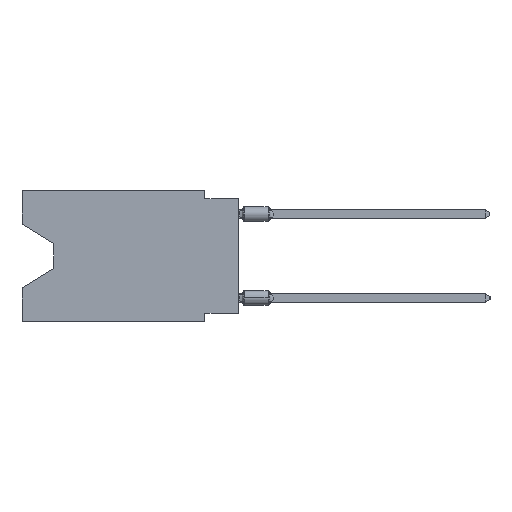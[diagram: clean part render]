
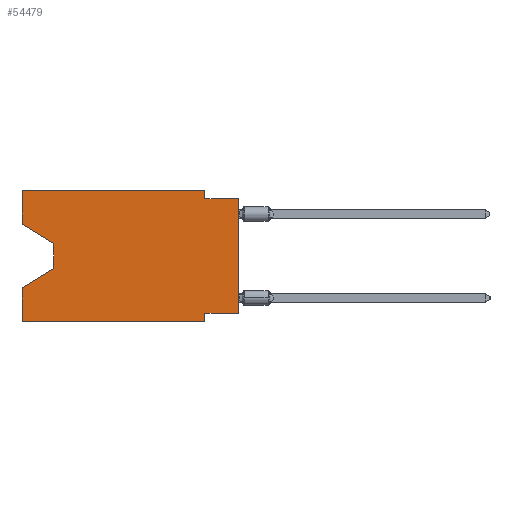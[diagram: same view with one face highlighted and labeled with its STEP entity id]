
A CAD part, left-side view. The second image highlights one B-rep face of the part: STEP entity #54479.
In plain terms, the highlighted planar face has unit normal (-1, 0, 0).
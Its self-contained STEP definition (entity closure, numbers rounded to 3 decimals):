
#487 = VERTEX_POINT ( 'NONE', #17043 ) ;
#1209 = VECTOR ( 'NONE', #31392, 1000. ) ;
#1658 = CARTESIAN_POINT ( 'NONE',  ( 0., 16.383, -9.906 ) ) ;
#3081 = CARTESIAN_POINT ( 'NONE',  ( 0., 0., 0. ) ) ;
#3604 = EDGE_CURVE ( 'NONE', #22268, #10654, #61181, .T. ) ;
#3720 = ORIENTED_EDGE ( 'NONE', *, *, #52543, .T. ) ;
#4676 = VECTOR ( 'NONE', #28741, 1000. ) ;
#5495 = CARTESIAN_POINT ( 'NONE',  ( 0., 16.383, -2.546 ) ) ;
#5977 = VECTOR ( 'NONE', #47007, 1000. ) ;
#8160 = PLANE ( 'NONE',  #14485 ) ;
#8215 = VECTOR ( 'NONE', #35458, 1000. ) ;
#9496 = VERTEX_POINT ( 'NONE', #63907 ) ;
#10593 = EDGE_CURVE ( 'NONE', #61479, #57479, #13147, .T. ) ;
#10633 = CARTESIAN_POINT ( 'NONE',  ( 0., 0., -0.635 ) ) ;
#10654 = VERTEX_POINT ( 'NONE', #15366 ) ;
#11312 = LINE ( 'NONE', #63222, #11420 ) ;
#11420 = VECTOR ( 'NONE', #52540, 1000. ) ;
#13147 = LINE ( 'NONE', #3081, #20650 ) ;
#13508 = DIRECTION ( 'NONE',  ( 0., 0., -1. ) ) ;
#14485 = AXIS2_PLACEMENT_3D ( 'NONE', #59765, #59431, #13508 ) ;
#14687 = CARTESIAN_POINT ( 'NONE',  ( 0., 2.54, 0. ) ) ;
#15346 = VECTOR ( 'NONE', #31074, 1000. ) ;
#15366 = CARTESIAN_POINT ( 'NONE',  ( 0., 16.383, -7.36 ) ) ;
#16226 = CARTESIAN_POINT ( 'NONE',  ( 0., 2.54, -9.271 ) ) ;
#17043 = CARTESIAN_POINT ( 'NONE',  ( 0., 2.54, -0.635 ) ) ;
#17446 = VERTEX_POINT ( 'NONE', #37627 ) ;
#18061 = CARTESIAN_POINT ( 'NONE',  ( 0., 16.383, -9.906 ) ) ;
#18300 = ORIENTED_EDGE ( 'NONE', *, *, #45266, .F. ) ;
#18884 = FACE_OUTER_BOUND ( 'NONE', #56662, .T. ) ;
#19565 = VECTOR ( 'NONE', #51425, 1000. ) ;
#19615 = ORIENTED_EDGE ( 'NONE', *, *, #54796, .T. ) ;
#20197 = ORIENTED_EDGE ( 'NONE', *, *, #50646, .F. ) ;
#20650 = VECTOR ( 'NONE', #33930, 1000. ) ;
#21353 = CARTESIAN_POINT ( 'NONE',  ( 0., 16.383, 0. ) ) ;
#22104 = ORIENTED_EDGE ( 'NONE', *, *, #51401, .T. ) ;
#22268 = VERTEX_POINT ( 'NONE', #1658 ) ;
#24941 = ORIENTED_EDGE ( 'NONE', *, *, #56671, .T. ) ;
#26033 = CARTESIAN_POINT ( 'NONE',  ( 0., 2.54, -9.906 ) ) ;
#26044 = LINE ( 'NONE', #10633, #15346 ) ;
#26363 = LINE ( 'NONE', #26033, #1209 ) ;
#26700 = LINE ( 'NONE', #37408, #51148 ) ;
#26850 = ORIENTED_EDGE ( 'NONE', *, *, #10593, .T. ) ;
#27741 = DIRECTION ( 'NONE',  ( 0., 0.855, -0.519 ) ) ;
#28741 = DIRECTION ( 'NONE',  ( 0., 0., -1. ) ) ;
#28747 = VERTEX_POINT ( 'NONE', #21353 ) ;
#29301 = VERTEX_POINT ( 'NONE', #58370 ) ;
#30969 = LINE ( 'NONE', #5495, #19565 ) ;
#31074 = DIRECTION ( 'NONE',  ( 0., -1., 0. ) ) ;
#31081 = CARTESIAN_POINT ( 'NONE',  ( 0., 16.383, 0. ) ) ;
#31392 = DIRECTION ( 'NONE',  ( 0., 0., -1. ) ) ;
#31586 = VERTEX_POINT ( 'NONE', #51190 ) ;
#33078 = CARTESIAN_POINT ( 'NONE',  ( 0., 0., -9.271 ) ) ;
#33445 = CARTESIAN_POINT ( 'NONE',  ( 0., 13.97, -5.893 ) ) ;
#33930 = DIRECTION ( 'NONE',  ( 0., 0., 1. ) ) ;
#34452 = EDGE_CURVE ( 'NONE', #17446, #28747, #35444, .T. ) ;
#35444 = LINE ( 'NONE', #31081, #47350 ) ;
#35458 = DIRECTION ( 'NONE',  ( 0., 0., -1. ) ) ;
#35703 = ORIENTED_EDGE ( 'NONE', *, *, #3604, .F. ) ;
#37408 = CARTESIAN_POINT ( 'NONE',  ( 0., 0., -9.271 ) ) ;
#37627 = CARTESIAN_POINT ( 'NONE',  ( 0., 16.383, -2.546 ) ) ;
#39159 = VECTOR ( 'NONE', #27741, 1000. ) ;
#40482 = LINE ( 'NONE', #14687, #8215 ) ;
#42017 = EDGE_CURVE ( 'NONE', #29301, #487, #40482, .T. ) ;
#42231 = EDGE_CURVE ( 'NONE', #28747, #29301, #11312, .T. ) ;
#42503 = LINE ( 'NONE', #33445, #39159 ) ;
#42577 = CARTESIAN_POINT ( 'NONE',  ( 0., 2.54, -9.906 ) ) ;
#45266 = EDGE_CURVE ( 'NONE', #61479, #51136, #26700, .T. ) ;
#45655 = ORIENTED_EDGE ( 'NONE', *, *, #49497, .F. ) ;
#45784 = VECTOR ( 'NONE', #58952, 1000. ) ;
#46847 = DIRECTION ( 'NONE',  ( 0., 0., 1. ) ) ;
#47007 = DIRECTION ( 'NONE',  ( 0., -1., 0. ) ) ;
#47350 = VECTOR ( 'NONE', #46847, 1000. ) ;
#47797 = ORIENTED_EDGE ( 'NONE', *, *, #34452, .F. ) ;
#49497 = EDGE_CURVE ( 'NONE', #51136, #65256, #26363, .T. ) ;
#50201 = CARTESIAN_POINT ( 'NONE',  ( 0., 13.97, -4.013 ) ) ;
#50646 = EDGE_CURVE ( 'NONE', #487, #57479, #26044, .T. ) ;
#51136 = VERTEX_POINT ( 'NONE', #16226 ) ;
#51148 = VECTOR ( 'NONE', #53497, 1000. ) ;
#51190 = CARTESIAN_POINT ( 'NONE',  ( 0., 13.97, -5.893 ) ) ;
#51401 = EDGE_CURVE ( 'NONE', #17446, #9496, #30969, .T. ) ;
#51425 = DIRECTION ( 'NONE',  ( 0., -0.855, -0.519 ) ) ;
#52481 = ORIENTED_EDGE ( 'NONE', *, *, #42231, .F. ) ;
#52540 = DIRECTION ( 'NONE',  ( 0., -1., 0. ) ) ;
#52543 = EDGE_CURVE ( 'NONE', #9496, #31586, #59241, .T. ) ;
#53497 = DIRECTION ( 'NONE',  ( 0., 1., 0. ) ) ;
#54479 = ADVANCED_FACE ( 'NONE', ( #18884 ), #8160, .F. ) ;
#54796 = EDGE_CURVE ( 'NONE', #22268, #65256, #62393, .T. ) ;
#56662 = EDGE_LOOP ( 'NONE', ( #22104, #3720, #24941, #35703, #19615, #45655, #18300, #26850, #20197, #62298, #52481, #47797 ) ) ;
#56671 = EDGE_CURVE ( 'NONE', #31586, #10654, #42503, .T. ) ;
#57479 = VERTEX_POINT ( 'NONE', #62120 ) ;
#58370 = CARTESIAN_POINT ( 'NONE',  ( 0., 2.54, 0. ) ) ;
#58952 = DIRECTION ( 'NONE',  ( 0., 0., 1. ) ) ;
#59241 = LINE ( 'NONE', #50201, #4676 ) ;
#59431 = DIRECTION ( 'NONE',  ( 1., 0., 0. ) ) ;
#59765 = CARTESIAN_POINT ( 'NONE',  ( 0., 16.383, 0. ) ) ;
#61181 = LINE ( 'NONE', #63967, #45784 ) ;
#61479 = VERTEX_POINT ( 'NONE', #33078 ) ;
#62120 = CARTESIAN_POINT ( 'NONE',  ( 0., 0., -0.635 ) ) ;
#62298 = ORIENTED_EDGE ( 'NONE', *, *, #42017, .F. ) ;
#62393 = LINE ( 'NONE', #18061, #5977 ) ;
#63222 = CARTESIAN_POINT ( 'NONE',  ( 0., 16.383, 0. ) ) ;
#63907 = CARTESIAN_POINT ( 'NONE',  ( 0., 13.97, -4.013 ) ) ;
#63967 = CARTESIAN_POINT ( 'NONE',  ( 0., 16.383, 0. ) ) ;
#65256 = VERTEX_POINT ( 'NONE', #42577 ) ;
